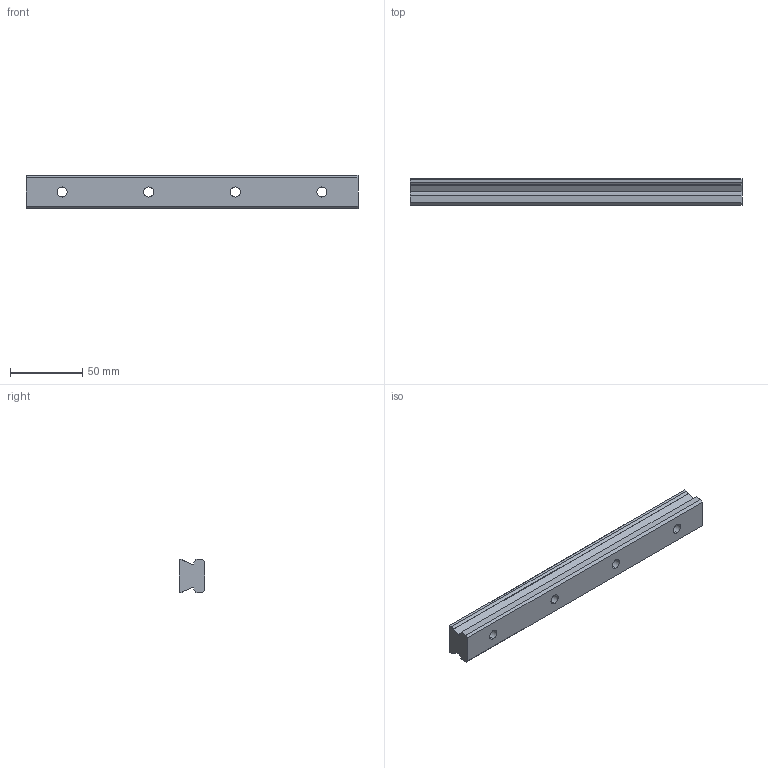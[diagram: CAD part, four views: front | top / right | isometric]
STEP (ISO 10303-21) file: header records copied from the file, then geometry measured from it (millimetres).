
FILE_DESCRIPTION (( 'STEP AP214' ), '1' );
FILE_NAME ('SSR25XTB1SS-230LY_G25_0_B-M6F_73-5_0_0_0.STEP', '2021-06-28T10:53:34', ( '' ), ( '' ), 'SwSTEP 2.0', 'SolidWorks 2021', '' );
FILE_SCHEMA (( 'AUTOMOTIVE_DESIGN' ));
Length unit declared in the file: millimetre
Products named in the file (2): _SSR25XTBY23025Y Track; SSR25XTB1SS-230LY_G25_0_B-M6F_73-5_0_0_0
Assembly tree (1 placements, depth 2):
  SSR25XTB1SS-230LY_G25_0_B-M6F_73-5_0_0_0
    _SSR25XTBY23025Y Track
Bounding box: 230 x 18 x 23 mm (x, y, z)
Volume: 80257.7 mm3; surface area: 22366 mm2
Topology: 1 solids, 1 shells, 46 faces, 120 edges, 80 vertices
Faces by surface type: cylinder 24, plane 22
Entity records: 1514 total; most frequent: DIRECTION 268, CARTESIAN_POINT 250, ORIENTED_EDGE 240, EDGE_CURVE 120, AXIS2_PLACEMENT_3D 98, VERTEX_POINT 80, VECTOR 72, LINE 72
